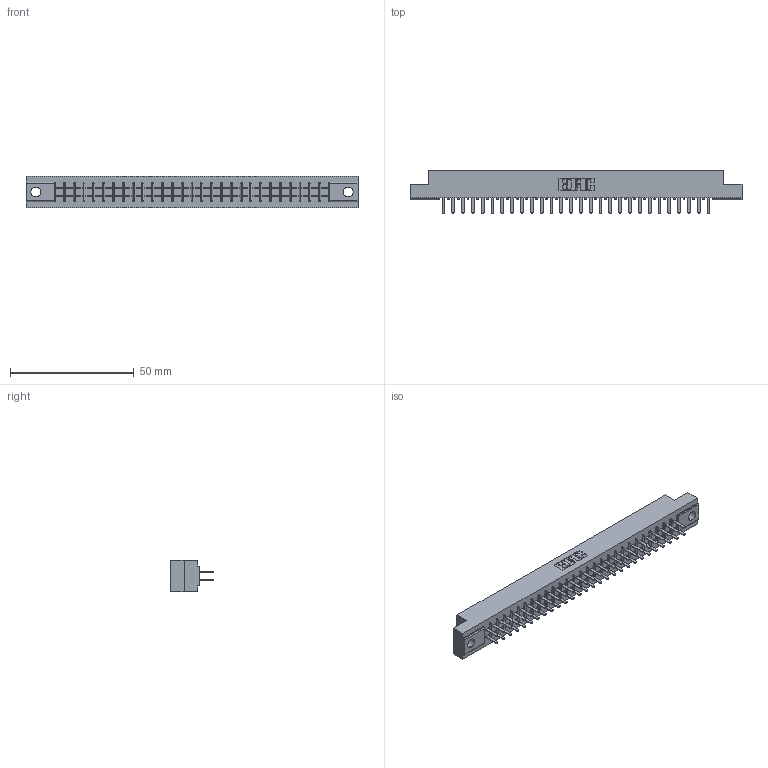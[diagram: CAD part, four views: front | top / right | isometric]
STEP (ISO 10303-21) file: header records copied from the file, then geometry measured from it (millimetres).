
FILE_DESCRIPTION (( 'STEP AP203' ), '1' );
FILE_NAME ('355-056-520-204.STEP', '2019-09-11T17:35:02', ( '' ), ( '' ), 'SwSTEP 2.0', 'SolidWorks 2016', '' );
FILE_SCHEMA (( 'CONFIG_CONTROL_DESIGN' ));
Length unit declared in the file: inch
Products named in the file (3): 355-056-520-204; 305-290-001_520; 305 Part_.156 Dia
Assembly tree (57 placements, depth 2):
  355-056-520-204
    305 Part_.156 Dia
    305-290-001_520  x56
Bounding box: 133.96 x 17.09 x 12.7 mm (x, y, z)
Volume: 13776.7 mm3; surface area: 17094.8 mm2
Topology: 57 solids, 57 shells, 2706 faces, 7716 edges, 4992 vertices
Faces by surface type: plane 1594, cylinder 1000, sphere 112
Entity records: 32319 total; most frequent: CARTESIAN_POINT 5352, ORIENTED_EDGE 5308, DIRECTION 5180, EDGE_CURVE 2654, VECTOR 2140, LINE 2140, VERTEX_POINT 1692, AXIS2_PLACEMENT_3D 1520
